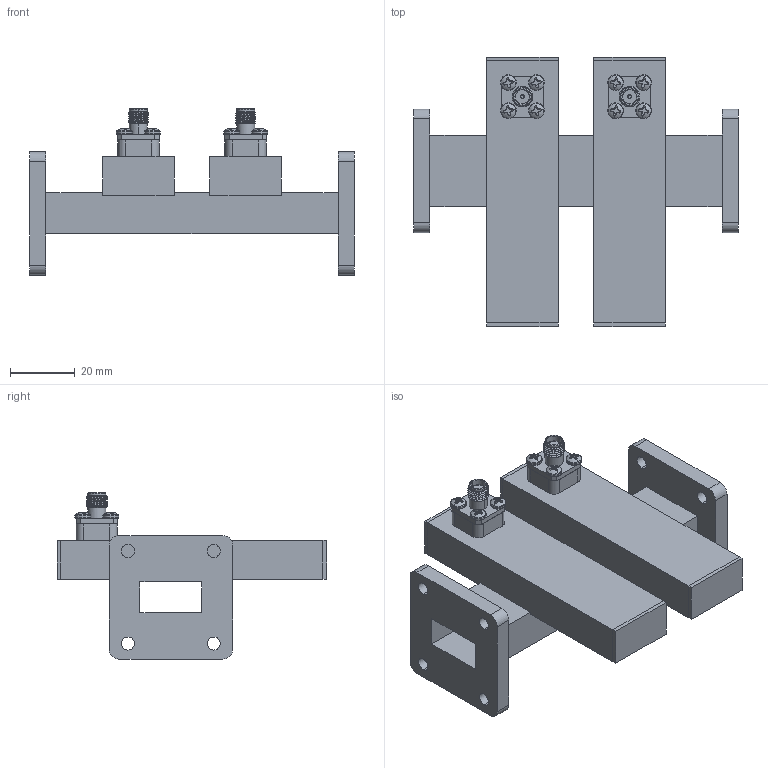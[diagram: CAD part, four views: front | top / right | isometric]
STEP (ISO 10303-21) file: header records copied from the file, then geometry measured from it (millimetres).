
FILE_DESCRIPTION (( 'STEP AP214' ), '1' );
FILE_NAME ('FMWCP1095S-50_3D.step', '2025-03-13T16:37:37', ( '' ), ( '' ), 'SwSTEP 2.0', 'SolidWorks 2022', '' );
FILE_SCHEMA (( 'AUTOMOTIVE_DESIGN' ));
Length unit declared in the file: inch
Products named in the file (4): PE4121; 2 PAN HD SCREW; FMWCP1095S-50_3D; FMWCP1095S-50
Assembly tree (11 placements, depth 2):
  FMWCP1095S-50_3D
    FMWCP1095S-50
    PE4121  x2
    2 PAN HD SCREW  x8
Bounding box: 100 x 83 x 51.1 mm (x, y, z)
Volume: 66125.9 mm3; surface area: 32193.5 mm2
Topology: 11 solids, 11 shells, 998 faces, 2732 edges, 1794 vertices
Faces by surface type: cylinder 564, plane 260, cone 92, torus 36, bspline 30, sphere 16
Entity records: 10954 total; most frequent: CARTESIAN_POINT 3861, ORIENTED_EDGE 1468, DIRECTION 1379, EDGE_CURVE 734, AXIS2_PLACEMENT_3D 511, VERTEX_POINT 478, LINE 357, VECTOR 357
